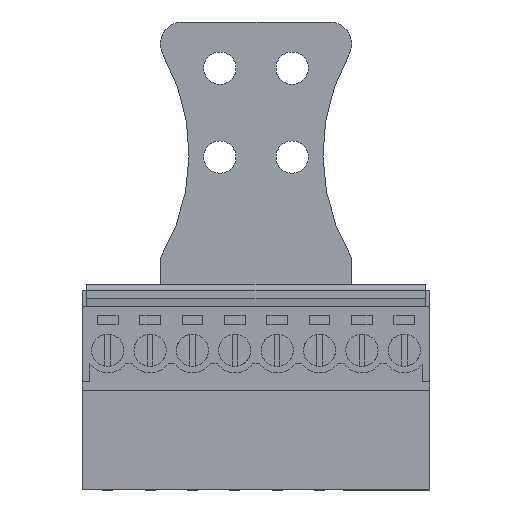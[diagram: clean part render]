
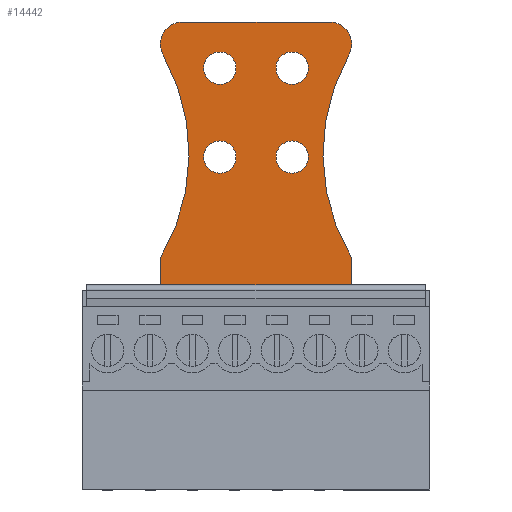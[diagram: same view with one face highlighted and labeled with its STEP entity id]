
A CAD part, front view. The second image highlights one B-rep face of the part: STEP entity #14442.
In plain terms, the highlighted planar face has unit normal (0, -1, 0).
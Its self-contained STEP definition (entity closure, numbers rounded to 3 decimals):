
#14311=AXIS2_PLACEMENT_3D('Plane Axis2P3D',#14308,#14309,#14310) ;
#14322=AXIS2_PLACEMENT_3D('Circle Axis2P3D',#14320,#14321,$) ;
#14329=AXIS2_PLACEMENT_3D('Circle Axis2P3D',#14327,#14328,$) ;
#14343=AXIS2_PLACEMENT_3D('Circle Axis2P3D',#14341,#14342,$) ;
#14350=AXIS2_PLACEMENT_3D('Circle Axis2P3D',#14348,#14349,$) ;
#14372=AXIS2_PLACEMENT_3D('Circle Axis2P3D',#14370,#14371,$) ;
#14381=AXIS2_PLACEMENT_3D('Circle Axis2P3D',#14379,#14380,$) ;
#14390=AXIS2_PLACEMENT_3D('Circle Axis2P3D',#14388,#14389,$) ;
#14399=AXIS2_PLACEMENT_3D('Circle Axis2P3D',#14397,#14398,$) ;
#14408=AXIS2_PLACEMENT_3D('Circle Axis2P3D',#14406,#14407,$) ;
#14417=AXIS2_PLACEMENT_3D('Circle Axis2P3D',#14415,#14416,$) ;
#14426=AXIS2_PLACEMENT_3D('Circle Axis2P3D',#14424,#14425,$) ;
#14435=AXIS2_PLACEMENT_3D('Circle Axis2P3D',#14433,#14434,$) ;
#14272=CARTESIAN_POINT('Line Origine',(15.635,10.6,17.95)) ;
#14276=CARTESIAN_POINT('Vertex',(24.195,10.6,17.95)) ;
#14278=CARTESIAN_POINT('Vertex',(7.075,10.6,17.95)) ;
#14308=CARTESIAN_POINT('Axis2P3D Location',(15.635,10.6,8.95)) ;
#14313=CARTESIAN_POINT('Line Origine',(24.195,10.6,19.45)) ;
#14317=CARTESIAN_POINT('Vertex',(24.195,10.6,20.951)) ;
#14320=CARTESIAN_POINT('Axis2P3D Location',(39.85,10.6,30.223)) ;
#14324=CARTESIAN_POINT('Vertex',(23.979,10.6,39.122)) ;
#14327=CARTESIAN_POINT('Axis2P3D Location',(22.235,10.6,40.1)) ;
#14331=CARTESIAN_POINT('Vertex',(22.235,10.6,42.1)) ;
#14334=CARTESIAN_POINT('Line Origine',(15.635,10.6,42.1)) ;
#14338=CARTESIAN_POINT('Vertex',(9.035,10.6,42.1)) ;
#14341=CARTESIAN_POINT('Axis2P3D Location',(9.035,10.6,40.1)) ;
#14345=CARTESIAN_POINT('Vertex',(7.291,10.6,39.122)) ;
#14348=CARTESIAN_POINT('Axis2P3D Location',(-8.58,10.6,30.223)) ;
#14352=CARTESIAN_POINT('Vertex',(7.075,10.6,20.951)) ;
#14355=CARTESIAN_POINT('Line Origine',(7.075,10.6,19.45)) ;
#14370=CARTESIAN_POINT('Axis2P3D Location',(18.885,10.6,29.95)) ;
#14374=CARTESIAN_POINT('Vertex',(20.335,10.6,29.95)) ;
#14376=CARTESIAN_POINT('Vertex',(17.435,10.6,29.95)) ;
#14379=CARTESIAN_POINT('Axis2P3D Location',(18.885,10.6,29.95)) ;
#14388=CARTESIAN_POINT('Axis2P3D Location',(18.885,10.6,37.95)) ;
#14392=CARTESIAN_POINT('Vertex',(17.435,10.6,37.95)) ;
#14394=CARTESIAN_POINT('Vertex',(20.335,10.6,37.95)) ;
#14397=CARTESIAN_POINT('Axis2P3D Location',(18.885,10.6,37.95)) ;
#14406=CARTESIAN_POINT('Axis2P3D Location',(12.385,10.6,29.95)) ;
#14410=CARTESIAN_POINT('Vertex',(10.935,10.6,29.95)) ;
#14412=CARTESIAN_POINT('Vertex',(13.835,10.6,29.95)) ;
#14415=CARTESIAN_POINT('Axis2P3D Location',(12.385,10.6,29.95)) ;
#14424=CARTESIAN_POINT('Axis2P3D Location',(12.385,10.6,37.95)) ;
#14428=CARTESIAN_POINT('Vertex',(10.935,10.6,37.95)) ;
#14430=CARTESIAN_POINT('Vertex',(13.835,10.6,37.95)) ;
#14433=CARTESIAN_POINT('Axis2P3D Location',(12.385,10.6,37.95)) ;
#14273=DIRECTION('Vector Direction',(-1.,0.,0.)) ;
#14309=DIRECTION('Axis2P3D Direction',(0.,-1.,0.)) ;
#14310=DIRECTION('Axis2P3D XDirection',(1.,0.,0.)) ;
#14314=DIRECTION('Vector Direction',(0.,0.,1.)) ;
#14321=DIRECTION('Axis2P3D Direction',(0.,-1.,0.)) ;
#14328=DIRECTION('Axis2P3D Direction',(0.,-1.,0.)) ;
#14335=DIRECTION('Vector Direction',(1.,0.,0.)) ;
#14342=DIRECTION('Axis2P3D Direction',(0.,-1.,0.)) ;
#14349=DIRECTION('Axis2P3D Direction',(0.,-1.,0.)) ;
#14356=DIRECTION('Vector Direction',(0.,0.,-1.)) ;
#14371=DIRECTION('Axis2P3D Direction',(0.,-1.,0.)) ;
#14380=DIRECTION('Axis2P3D Direction',(0.,-1.,0.)) ;
#14389=DIRECTION('Axis2P3D Direction',(0.,-1.,0.)) ;
#14398=DIRECTION('Axis2P3D Direction',(0.,-1.,0.)) ;
#14407=DIRECTION('Axis2P3D Direction',(0.,-1.,0.)) ;
#14416=DIRECTION('Axis2P3D Direction',(0.,-1.,0.)) ;
#14425=DIRECTION('Axis2P3D Direction',(0.,-1.,0.)) ;
#14434=DIRECTION('Axis2P3D Direction',(0.,-1.,0.)) ;
#14274=VECTOR('Line Direction',#14273,1.) ;
#14315=VECTOR('Line Direction',#14314,1.) ;
#14336=VECTOR('Line Direction',#14335,1.) ;
#14357=VECTOR('Line Direction',#14356,1.) ;
#14361=ORIENTED_EDGE('',*,*,#14319,.T.) ;
#14362=ORIENTED_EDGE('',*,*,#14326,.F.) ;
#14363=ORIENTED_EDGE('',*,*,#14333,.T.) ;
#14364=ORIENTED_EDGE('',*,*,#14340,.F.) ;
#14365=ORIENTED_EDGE('',*,*,#14347,.T.) ;
#14366=ORIENTED_EDGE('',*,*,#14354,.F.) ;
#14367=ORIENTED_EDGE('',*,*,#14359,.T.) ;
#14368=ORIENTED_EDGE('',*,*,#14280,.F.) ;
#14385=ORIENTED_EDGE('',*,*,#14378,.F.) ;
#14386=ORIENTED_EDGE('',*,*,#14383,.F.) ;
#14403=ORIENTED_EDGE('',*,*,#14396,.F.) ;
#14404=ORIENTED_EDGE('',*,*,#14401,.F.) ;
#14421=ORIENTED_EDGE('',*,*,#14414,.F.) ;
#14422=ORIENTED_EDGE('',*,*,#14419,.F.) ;
#14439=ORIENTED_EDGE('',*,*,#14432,.F.) ;
#14440=ORIENTED_EDGE('',*,*,#14437,.F.) ;
#14387=FACE_BOUND('',#14384,.T.) ;
#14405=FACE_BOUND('',#14402,.T.) ;
#14423=FACE_BOUND('',#14420,.T.) ;
#14441=FACE_BOUND('',#14438,.T.) ;
#14442=ADVANCED_FACE('Strain relief',(#14369,#14387,#14405,#14423,#14441),#14312,.T.) ;
#14323=CIRCLE('generated circle',#14322,18.195) ;
#14330=CIRCLE('generated circle',#14329,2.) ;
#14344=CIRCLE('generated circle',#14343,2.) ;
#14351=CIRCLE('generated circle',#14350,18.195) ;
#14373=CIRCLE('generated circle',#14372,1.45) ;
#14382=CIRCLE('generated circle',#14381,1.45) ;
#14391=CIRCLE('generated circle',#14390,1.45) ;
#14400=CIRCLE('generated circle',#14399,1.45) ;
#14409=CIRCLE('generated circle',#14408,1.45) ;
#14418=CIRCLE('generated circle',#14417,1.45) ;
#14427=CIRCLE('generated circle',#14426,1.45) ;
#14436=CIRCLE('generated circle',#14435,1.45) ;
#14280=EDGE_CURVE('',#14277,#14279,#14275,.T.) ;
#14319=EDGE_CURVE('',#14277,#14318,#14316,.T.) ;
#14326=EDGE_CURVE('',#14325,#14318,#14323,.T.) ;
#14333=EDGE_CURVE('',#14325,#14332,#14330,.T.) ;
#14340=EDGE_CURVE('',#14339,#14332,#14337,.T.) ;
#14347=EDGE_CURVE('',#14339,#14346,#14344,.T.) ;
#14354=EDGE_CURVE('',#14353,#14346,#14351,.T.) ;
#14359=EDGE_CURVE('',#14353,#14279,#14358,.T.) ;
#14378=EDGE_CURVE('',#14375,#14377,#14373,.T.) ;
#14383=EDGE_CURVE('',#14377,#14375,#14382,.T.) ;
#14396=EDGE_CURVE('',#14393,#14395,#14391,.T.) ;
#14401=EDGE_CURVE('',#14395,#14393,#14400,.T.) ;
#14414=EDGE_CURVE('',#14411,#14413,#14409,.T.) ;
#14419=EDGE_CURVE('',#14413,#14411,#14418,.T.) ;
#14432=EDGE_CURVE('',#14429,#14431,#14427,.T.) ;
#14437=EDGE_CURVE('',#14431,#14429,#14436,.T.) ;
#14360=EDGE_LOOP('',(#14361,#14362,#14363,#14364,#14365,#14366,#14367,#14368)) ;
#14384=EDGE_LOOP('',(#14385,#14386)) ;
#14402=EDGE_LOOP('',(#14403,#14404)) ;
#14420=EDGE_LOOP('',(#14421,#14422)) ;
#14438=EDGE_LOOP('',(#14439,#14440)) ;
#14369=FACE_OUTER_BOUND('',#14360,.T.) ;
#14275=LINE('Line',#14272,#14274) ;
#14316=LINE('Line',#14313,#14315) ;
#14337=LINE('Line',#14334,#14336) ;
#14358=LINE('Line',#14355,#14357) ;
#14312=PLANE('',#14311) ;
#14277=VERTEX_POINT('',#14276) ;
#14279=VERTEX_POINT('',#14278) ;
#14318=VERTEX_POINT('',#14317) ;
#14325=VERTEX_POINT('',#14324) ;
#14332=VERTEX_POINT('',#14331) ;
#14339=VERTEX_POINT('',#14338) ;
#14346=VERTEX_POINT('',#14345) ;
#14353=VERTEX_POINT('',#14352) ;
#14375=VERTEX_POINT('',#14374) ;
#14377=VERTEX_POINT('',#14376) ;
#14393=VERTEX_POINT('',#14392) ;
#14395=VERTEX_POINT('',#14394) ;
#14411=VERTEX_POINT('',#14410) ;
#14413=VERTEX_POINT('',#14412) ;
#14429=VERTEX_POINT('',#14428) ;
#14431=VERTEX_POINT('',#14430) ;
